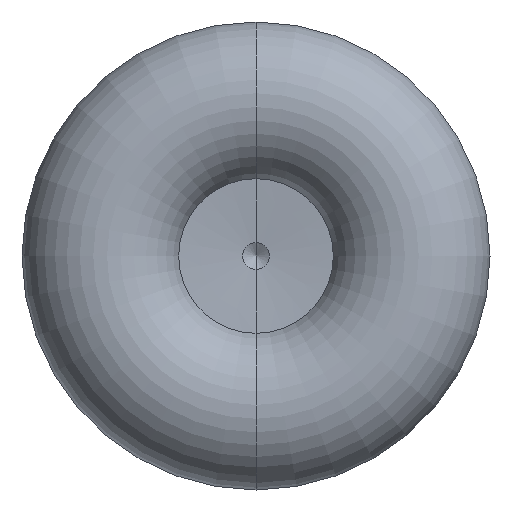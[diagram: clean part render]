
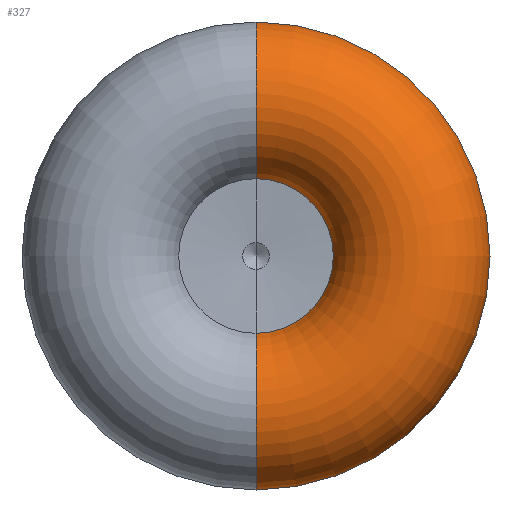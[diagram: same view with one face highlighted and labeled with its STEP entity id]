
A CAD part, front view. The second image highlights one B-rep face of the part: STEP entity #327.
In plain terms, the highlighted toroidal (fillet/blend) face has major radius 11.5 mm and minor radius 6 mm.
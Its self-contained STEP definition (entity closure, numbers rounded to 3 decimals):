
#7 = DIRECTION ( 'NONE',  ( 1., 0., 0. ) ) ;
#9 = CARTESIAN_POINT ( 'NONE',  ( 0., 6., 11.5 ) ) ;
#73 = DIRECTION ( 'NONE',  ( 0., 1., 0. ) ) ;
#75 = FACE_OUTER_BOUND ( 'NONE', #176, .T. ) ;
#79 = DIRECTION ( 'NONE',  ( 0., 0., 1. ) ) ;
#107 = AXIS2_PLACEMENT_3D ( 'NONE', #205, #652, #653 ) ;
#143 = CARTESIAN_POINT ( 'NONE',  ( 0., 6., -11.5 ) ) ;
#145 = CIRCLE ( 'NONE', #692, 5.775 ) ;
#154 = VERTEX_POINT ( 'NONE', #256 ) ;
#176 = EDGE_LOOP ( 'NONE', ( #345, #546, #734, #528 ) ) ;
#205 = CARTESIAN_POINT ( 'NONE',  ( 0., 6., 0. ) ) ;
#256 = CARTESIAN_POINT ( 'NONE',  ( 0., 4.205, -5.775 ) ) ;
#273 = EDGE_CURVE ( 'NONE', #367, #154, #145, .T. ) ;
#289 = EDGE_CURVE ( 'NONE', #154, #463, #443, .T. ) ;
#315 = AXIS2_PLACEMENT_3D ( 'NONE', #9, #338, #79 ) ;
#327 = ADVANCED_FACE ( 'NONE', ( #75 ), #743, .T. ) ;
#338 = DIRECTION ( 'NONE',  ( -1., 0., 0. ) ) ;
#340 = DIRECTION ( 'NONE',  ( 0., 0., -1. ) ) ;
#345 = ORIENTED_EDGE ( 'NONE', *, *, #273, .T. ) ;
#367 = VERTEX_POINT ( 'NONE', #721 ) ;
#375 = EDGE_CURVE ( 'NONE', #367, #726, #492, .T. ) ;
#376 = CIRCLE ( 'NONE', #737, 15. ) ;
#392 = EDGE_CURVE ( 'NONE', #726, #463, #376, .T. ) ;
#396 = CARTESIAN_POINT ( 'NONE',  ( 0., 10.873, 0. ) ) ;
#399 = DIRECTION ( 'NONE',  ( 0., 0., -1. ) ) ;
#443 = CIRCLE ( 'NONE', #600, 6. ) ;
#463 = VERTEX_POINT ( 'NONE', #713 ) ;
#492 = CIRCLE ( 'NONE', #315, 6. ) ;
#523 = DIRECTION ( 'NONE',  ( 0., 0., -1. ) ) ;
#528 = ORIENTED_EDGE ( 'NONE', *, *, #375, .F. ) ;
#546 = ORIENTED_EDGE ( 'NONE', *, *, #289, .T. ) ;
#594 = DIRECTION ( 'NONE',  ( 0., 1., 0. ) ) ;
#600 = AXIS2_PLACEMENT_3D ( 'NONE', #143, #7, #399 ) ;
#623 = CARTESIAN_POINT ( 'NONE',  ( 0., 10.873, 15. ) ) ;
#652 = DIRECTION ( 'NONE',  ( 0., 1., 0. ) ) ;
#653 = DIRECTION ( 'NONE',  ( 0., 0., 1. ) ) ;
#654 = CARTESIAN_POINT ( 'NONE',  ( 0., 4.205, 0. ) ) ;
#692 = AXIS2_PLACEMENT_3D ( 'NONE', #654, #594, #340 ) ;
#713 = CARTESIAN_POINT ( 'NONE',  ( 0., 10.873, -15. ) ) ;
#721 = CARTESIAN_POINT ( 'NONE',  ( 0., 4.205, 5.775 ) ) ;
#726 = VERTEX_POINT ( 'NONE', #623 ) ;
#734 = ORIENTED_EDGE ( 'NONE', *, *, #392, .F. ) ;
#737 = AXIS2_PLACEMENT_3D ( 'NONE', #396, #73, #523 ) ;
#743 = TOROIDAL_SURFACE ( 'NONE', #107, 11.5, 6. ) ;
